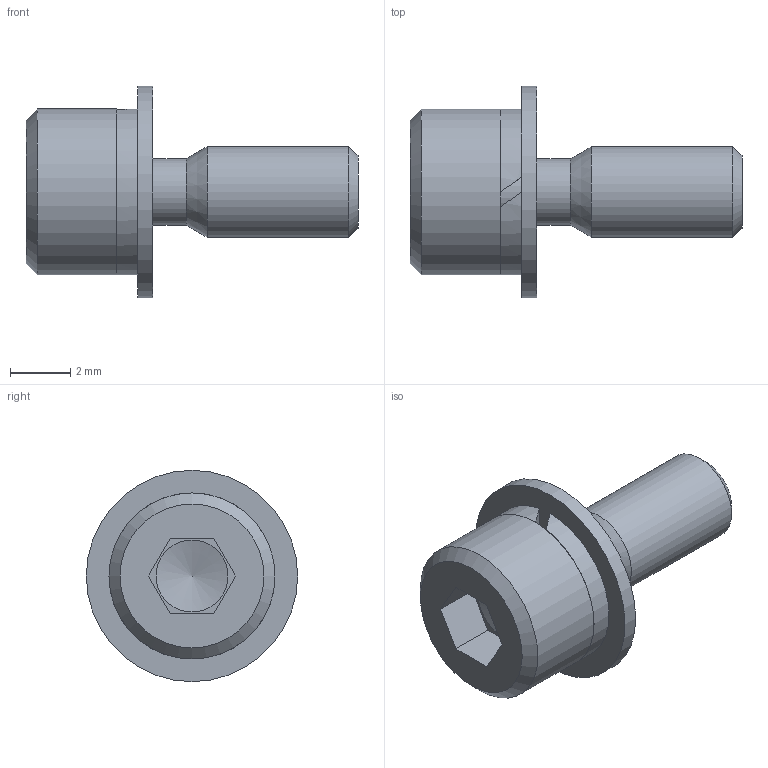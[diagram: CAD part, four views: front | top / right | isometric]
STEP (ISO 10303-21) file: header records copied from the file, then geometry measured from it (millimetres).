
FILE_DESCRIPTION(/* description */ ('STEP AP214'),/* implementation_level */ '2;1');
FILE_NAME(/* name */ 'BOX-CBST3-8',/* time_stamp */ '2025-10-22T18:39:44+02:00',/* author */ ('License CC BY-ND 4.0'),/* organization */ ('CADENAS'),/* preprocessor_version */ 'ST-DEVELOPER v19.3',/* originating_system */ 'PARTsolutions',/* authorisation */ ' ');
FILE_SCHEMA (('AUTOMOTIVE_DESIGN {1 0 10303 214 3 1 1}'));
Length unit declared in the file: millimetre
Products named in the file (4): BOX-CBST3-8; BOX-CBSTbolt3-8_b; BOX-SCBSswasher3_s; BOX- CBSTfwasher3_f
Assembly tree (3 placements, depth 2):
  BOX-CBST3-8
    BOX-CBSTbolt3-8_b
    BOX-SCBSswasher3_s
    BOX- CBSTfwasher3_f
Bounding box: 11 x 7 x 7 mm (x, y, z)
Volume: 139.7 mm3; surface area: 320.8 mm2
Topology: 3 solids, 3 shells, 27 faces, 54 edges, 35 vertices
Faces by surface type: plane 16, cylinder 7, cone 4
Full cylindrical faces by diameter (mm): 2.2 x3, 3 x1, 5.5 x2, 7 x1
Entity records: 751 total; most frequent: DIRECTION 126, CARTESIAN_POINT 108, ORIENTED_EDGE 86, AXIS2_PLACEMENT_3D 52, EDGE_CURVE 43, FACE_BOUND 41, EDGE_LOOP 40, VERTEX_POINT 34
